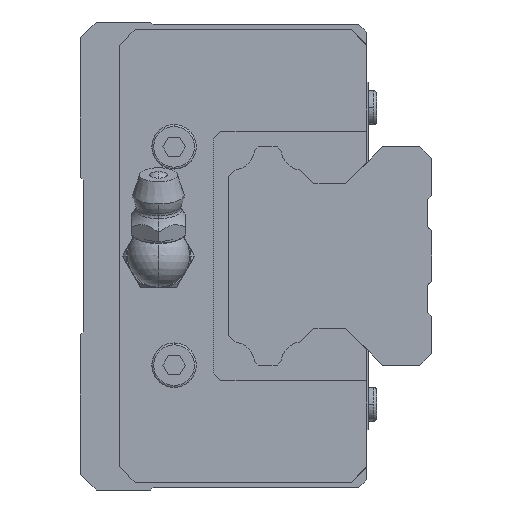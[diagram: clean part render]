
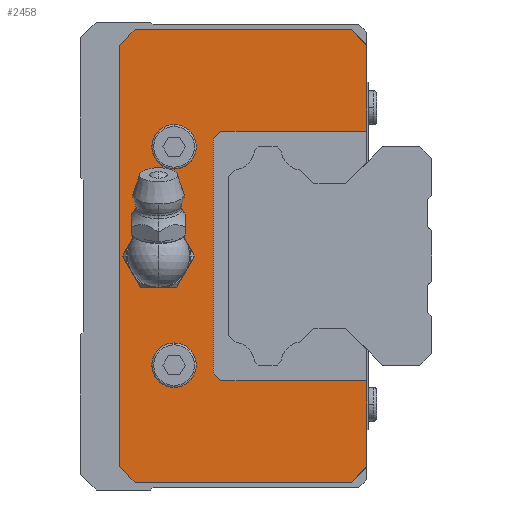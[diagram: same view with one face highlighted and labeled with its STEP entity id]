
A CAD part, left-side view. The second image highlights one B-rep face of the part: STEP entity #2458.
In plain terms, the highlighted planar face has unit normal (-1, 0, 0).
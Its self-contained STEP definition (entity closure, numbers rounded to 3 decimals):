
#1794 = EDGE_CURVE( '', #3992, #3676, #5290, .T. );
#1852 = VERTEX_POINT( '', #5355 );
#1914 = EDGE_CURVE( '', #3676, #3992, #5421, .T. );
#2074 = EDGE_CURVE( '', #4108, #4078, #5595, .T. );
#2100 = EDGE_CURVE( '', #4802, #3054, #5624, .T. );
#2148 = EDGE_CURVE( '', #5140, #2702, #5677, .T. );
#2150 = EDGE_CURVE( '', #4078, #4208, #5679, .T. );
#2170 = VERTEX_POINT( '', #5700 );
#2202 = EDGE_CURVE( '', #3244, #4970, #5736, .T. );
#2392 = VERTEX_POINT( '', #5944 );
#2458 = ADVANCED_FACE( '', ( #6016, #6017, #6018, #6019 ), #6020, .F. );
#2702 = VERTEX_POINT( '', #6293 );
#2706 = EDGE_CURVE( '', #2170, #5140, #6297, .T. );
#2784 = VERTEX_POINT( '', #6378 );
#2796 = EDGE_CURVE( '', #4812, #4108, #6390, .T. );
#2982 = VERTEX_POINT( '', #6591 );
#3054 = VERTEX_POINT( '', #6676 );
#3244 = VERTEX_POINT( '', #6886 );
#3310 = EDGE_CURVE( '', #2392, #2784, #6960, .T. );
#3332 = EDGE_CURVE( '', #2982, #3244, #6986, .T. );
#3676 = VERTEX_POINT( '', #7362 );
#3748 = VERTEX_POINT( '', #7438 );
#3992 = VERTEX_POINT( '', #7710 );
#4078 = VERTEX_POINT( '', #7808 );
#4108 = VERTEX_POINT( '', #7841 );
#4126 = VERTEX_POINT( '', #7862 );
#4208 = VERTEX_POINT( '', #7950 );
#4228 = EDGE_CURVE( '', #2702, #1852, #7974, .T. );
#4424 = EDGE_CURVE( '', #5192, #2982, #8189, .T. );
#4474 = EDGE_CURVE( '', #4208, #4970, #8243, .T. );
#4520 = EDGE_CURVE( '', #1852, #4812, #8294, .T. );
#4802 = VERTEX_POINT( '', #8607 );
#4812 = VERTEX_POINT( '', #8618 );
#4844 = EDGE_CURVE( '', #4126, #5192, #8651, .T. );
#4864 = EDGE_CURVE( '', #3054, #4802, #8671, .T. );
#4932 = EDGE_CURVE( '', #2784, #2392, #8748, .T. );
#4970 = VERTEX_POINT( '', #8793 );
#5038 = EDGE_CURVE( '', #3748, #2170, #8866, .T. );
#5124 = EDGE_CURVE( '', #3748, #4126, #8958, .T. );
#5140 = VERTEX_POINT( '', #8975 );
#5192 = VERTEX_POINT( '', #9032 );
#5290 = CIRCLE( '', #9133, 2.85 );
#5355 = CARTESIAN_POINT( '', ( 61.7, 40., -27. ) );
#5421 = CIRCLE( '', #9309, 2.85 );
#5595 = LINE( '', #9550, #9551 );
#5624 = CIRCLE( '', #9591, 2.85 );
#5677 = LINE( '', #9675, #9676 );
#5679 = LINE( '', #9679, #9680 );
#5700 = CARTESIAN_POINT( '', ( 61.7, 8.283, -27. ) );
#5736 = LINE( '', #9770, #9771 );
#5944 = CARTESIAN_POINT( '', ( 61.7, 32., 0. ) );
#6016 = FACE_BOUND( '', #10194, .T. );
#6017 = FACE_BOUND( '', #10195, .T. );
#6018 = FACE_BOUND( '', #10196, .T. );
#6019 = FACE_OUTER_BOUND( '', #10197, .T. );
#6020 = PLANE( '', #10198 );
#6293 = CARTESIAN_POINT( '', ( 61.7, 38., -29. ) );
#6297 = LINE( '', #10594, #10595 );
#6378 = CARTESIAN_POINT( '', ( 61.7, 38., 0. ) );
#6390 = LINE( '', #10730, #10731 );
#6591 = CARTESIAN_POINT( '', ( 61.7, 28., 15. ) );
#6676 = CARTESIAN_POINT( '', ( 61.7, 35.85, 14. ) );
#6886 = CARTESIAN_POINT( '', ( 61.7, 27., 16. ) );
#6960 = CIRCLE( '', #11528, 3. );
#6986 = LINE( '', #11566, #11567 );
#7362 = CARTESIAN_POINT( '', ( 61.7, 35.85, -14. ) );
#7438 = CARTESIAN_POINT( '', ( 61.7, 8.283, -16. ) );
#7710 = CARTESIAN_POINT( '', ( 61.7, 30.15, -14. ) );
#7808 = CARTESIAN_POINT( '', ( 61.7, 10.283, 29. ) );
#7841 = CARTESIAN_POINT( '', ( 61.7, 38., 29. ) );
#7862 = CARTESIAN_POINT( '', ( 61.7, 27., -16. ) );
#7950 = CARTESIAN_POINT( '', ( 61.7, 8.283, 27. ) );
#7974 = LINE( '', #12974, #12975 );
#8189 = LINE( '', #13283, #13284 );
#8243 = LINE( '', #13375, #13376 );
#8294 = LINE( '', #13444, #13445 );
#8607 = CARTESIAN_POINT( '', ( 61.7, 30.15, 14. ) );
#8618 = CARTESIAN_POINT( '', ( 61.7, 40., 27. ) );
#8651 = LINE( '', #13956, #13957 );
#8671 = CIRCLE( '', #13986, 2.85 );
#8748 = CIRCLE( '', #14088, 3. );
#8793 = CARTESIAN_POINT( '', ( 61.7, 8.283, 16. ) );
#8866 = LINE( '', #14262, #14263 );
#8958 = LINE( '', #14406, #14407 );
#8975 = CARTESIAN_POINT( '', ( 61.7, 10.283, -29. ) );
#9032 = CARTESIAN_POINT( '', ( 61.7, 28., -15. ) );
#9133 = AXIS2_PLACEMENT_3D( '', #14626, #14627, #14628 );
#9309 = AXIS2_PLACEMENT_3D( '', #14764, #14765, #14766 );
#9550 = CARTESIAN_POINT( '', ( 61.7, 8.642, 29. ) );
#9551 = VECTOR( '', #14955, 1. );
#9591 = AXIS2_PLACEMENT_3D( '', #14996, #14997, #14998 );
#9675 = CARTESIAN_POINT( '', ( 61.7, 22.5, -29. ) );
#9676 = VECTOR( '', #15068, 1. );
#9679 = CARTESIAN_POINT( '', ( 61.7, 1.212, 19.929 ) );
#9680 = VECTOR( '', #15069, 1. );
#9770 = CARTESIAN_POINT( '', ( 61.7, 17., 16. ) );
#9771 = VECTOR( '', #15128, 1. );
#10194 = EDGE_LOOP( '', ( #15408, #15409 ) );
#10195 = EDGE_LOOP( '', ( #15410, #15411 ) );
#10196 = EDGE_LOOP( '', ( #15412, #15413 ) );
#10197 = EDGE_LOOP( '', ( #15414, #15415, #15416, #15417, #15418, #15419, #15420, #15421, #15422, #15423, #15424, #15425, #15426, #15427 ) );
#10198 = AXIS2_PLACEMENT_3D( '', #15428, #15429, #15430 );
#10594 = CARTESIAN_POINT( '', ( 61.7, 2.212, -20.929 ) );
#10595 = VECTOR( '', #15766, 1. );
#10730 = CARTESIAN_POINT( '', ( 61.7, 37.5, 29.5 ) );
#10731 = VECTOR( '', #15829, 1. );
#11528 = AXIS2_PLACEMENT_3D( '', #16487, #16488, #16489 );
#11566 = CARTESIAN_POINT( '', ( 61.7, 26.5, 16.5 ) );
#11567 = VECTOR( '', #16557, 1. );
#12974 = CARTESIAN_POINT( '', ( 61.7, 38.5, -28.5 ) );
#12975 = VECTOR( '', #17675, 1. );
#13283 = CARTESIAN_POINT( '', ( 61.7, 28., -7.5 ) );
#13284 = VECTOR( '', #17925, 1. );
#13375 = CARTESIAN_POINT( '', ( 61.7, 8.283, -13.5 ) );
#13376 = VECTOR( '', #17988, 1. );
#13444 = CARTESIAN_POINT( '', ( 61.7, 40., 13.5 ) );
#13445 = VECTOR( '', #18047, 1. );
#13956 = CARTESIAN_POINT( '', ( 61.7, 26., -17. ) );
#13957 = VECTOR( '', #18485, 1. );
#13986 = AXIS2_PLACEMENT_3D( '', #18495, #18496, #18497 );
#14088 = AXIS2_PLACEMENT_3D( '', #18591, #18592, #18593 );
#14262 = CARTESIAN_POINT( '', ( 61.7, 8.283, -13.5 ) );
#14263 = VECTOR( '', #18732, 1. );
#14406 = CARTESIAN_POINT( '', ( 61.7, 7.642, -16. ) );
#14407 = VECTOR( '', #18814, 1. );
#14626 = CARTESIAN_POINT( '', ( 61.7, 33., -14. ) );
#14627 = DIRECTION( '', ( 1., 0., 0. ) );
#14628 = DIRECTION( '', ( 0., 1., 0. ) );
#14764 = CARTESIAN_POINT( '', ( 61.7, 33., -14. ) );
#14765 = DIRECTION( '', ( 1., 0., 0. ) );
#14766 = DIRECTION( '', ( 0., 1., 0. ) );
#14955 = DIRECTION( '', ( 0., -1., 0. ) );
#14996 = CARTESIAN_POINT( '', ( 61.7, 33., 14. ) );
#14997 = DIRECTION( '', ( 1., 0., 0. ) );
#14998 = DIRECTION( '', ( 0., 1., 0. ) );
#15068 = DIRECTION( '', ( 0., 1., 0. ) );
#15069 = DIRECTION( '', ( 0., -0.707, -0.707 ) );
#15128 = DIRECTION( '', ( 0., -1., 0. ) );
#15408 = ORIENTED_EDGE( '', *, *, #4932, .T. );
#15409 = ORIENTED_EDGE( '', *, *, #3310, .T. );
#15410 = ORIENTED_EDGE( '', *, *, #4864, .T. );
#15411 = ORIENTED_EDGE( '', *, *, #2100, .T. );
#15412 = ORIENTED_EDGE( '', *, *, #1914, .T. );
#15413 = ORIENTED_EDGE( '', *, *, #1794, .T. );
#15414 = ORIENTED_EDGE( '', *, *, #5124, .T. );
#15415 = ORIENTED_EDGE( '', *, *, #4844, .T. );
#15416 = ORIENTED_EDGE( '', *, *, #4424, .T. );
#15417 = ORIENTED_EDGE( '', *, *, #3332, .T. );
#15418 = ORIENTED_EDGE( '', *, *, #2202, .T. );
#15419 = ORIENTED_EDGE( '', *, *, #4474, .F. );
#15420 = ORIENTED_EDGE( '', *, *, #2150, .F. );
#15421 = ORIENTED_EDGE( '', *, *, #2074, .F. );
#15422 = ORIENTED_EDGE( '', *, *, #2796, .F. );
#15423 = ORIENTED_EDGE( '', *, *, #4520, .F. );
#15424 = ORIENTED_EDGE( '', *, *, #4228, .F. );
#15425 = ORIENTED_EDGE( '', *, *, #2148, .F. );
#15426 = ORIENTED_EDGE( '', *, *, #2706, .F. );
#15427 = ORIENTED_EDGE( '', *, *, #5038, .F. );
#15428 = CARTESIAN_POINT( '', ( 61.7, 7., 0. ) );
#15429 = DIRECTION( '', ( 1., 0., 0. ) );
#15430 = DIRECTION( '', ( 0., 0., -1. ) );
#15766 = DIRECTION( '', ( 0., 0.707, -0.707 ) );
#15829 = DIRECTION( '', ( 0., -0.707, 0.707 ) );
#16487 = CARTESIAN_POINT( '', ( 61.7, 35., 0. ) );
#16488 = DIRECTION( '', ( 1., 0., 0. ) );
#16489 = DIRECTION( '', ( 0., 1., 0. ) );
#16557 = DIRECTION( '', ( 0., -0.707, 0.707 ) );
#17675 = DIRECTION( '', ( 0., 0.707, 0.707 ) );
#17925 = DIRECTION( '', ( 0., 0., 1. ) );
#17988 = DIRECTION( '', ( 0., 0., -1. ) );
#18047 = DIRECTION( '', ( 0., 0., 1. ) );
#18485 = DIRECTION( '', ( 0., 0.707, 0.707 ) );
#18495 = CARTESIAN_POINT( '', ( 61.7, 33., 14. ) );
#18496 = DIRECTION( '', ( 1., 0., 0. ) );
#18497 = DIRECTION( '', ( 0., 1., 0. ) );
#18591 = CARTESIAN_POINT( '', ( 61.7, 35., 0. ) );
#18592 = DIRECTION( '', ( 1., 0., 0. ) );
#18593 = DIRECTION( '', ( 0., 1., 0. ) );
#18732 = DIRECTION( '', ( 0., 0., -1. ) );
#18814 = DIRECTION( '', ( 0., 1., 0. ) );
